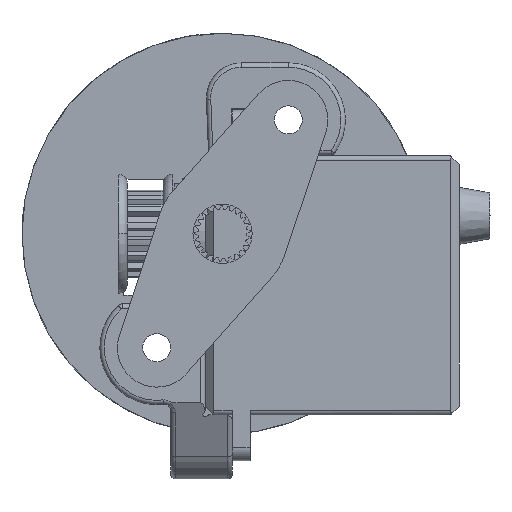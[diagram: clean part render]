
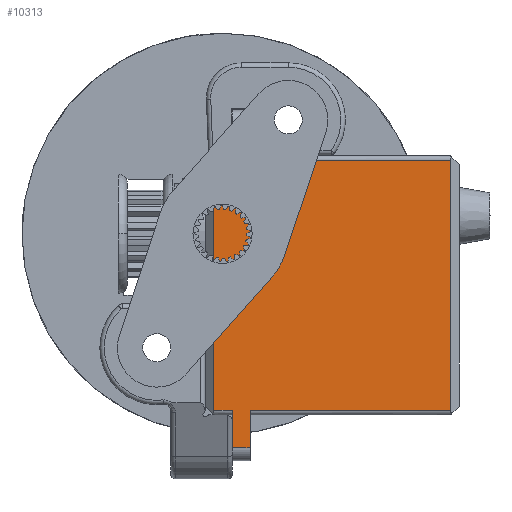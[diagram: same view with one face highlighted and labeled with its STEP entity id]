
A CAD part, left-side view. The second image highlights one B-rep face of the part: STEP entity #10313.
In plain terms, the highlighted planar face has unit normal (-1, 0, 0).
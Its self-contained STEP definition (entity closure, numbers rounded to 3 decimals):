
#8025=DIRECTION('',(0.,-1.,0.));
#8026=VECTOR('',#8025,2.1);
#8027=CARTESIAN_POINT('',(46.375,1.,-149.45));
#8028=LINE('',#8027,#8026);
#8029=DIRECTION('',(0.,0.,-1.));
#8030=VECTOR('',#8029,28.55);
#8031=CARTESIAN_POINT('',(46.375,1.,-120.9));
#8032=LINE('',#8031,#8030);
#8033=DIRECTION('',(0.,1.,0.));
#8034=VECTOR('',#8033,2.1);
#8035=CARTESIAN_POINT('',(46.375,-1.1,
-120.9));
#8036=LINE('',#8035,#8034);
#8037=DIRECTION('',(0.,1.,0.));
#8038=VECTOR('',#8037,2.05);
#8039=CARTESIAN_POINT('',(46.375,-3.15,
-116.675));
#8040=LINE('',#8039,#8038);
#8041=DIRECTION('',(0.,1.,0.));
#8042=VECTOR('',#8041,22.85);
#8043=CARTESIAN_POINT('',(46.375,-26.,
-120.9));
#8044=LINE('',#8043,#8042);
#8045=DIRECTION('',(0.,0.,1.));
#8046=VECTOR('',#8045,28.55);
#8047=CARTESIAN_POINT('',(46.375,-26.,
-149.45));
#8048=LINE('',#8047,#8046);
#8049=DIRECTION('',(0.,-1.,0.));
#8050=VECTOR('',#8049,22.85);
#8051=CARTESIAN_POINT('',(46.375,-3.15,
-149.45));
#8052=LINE('',#8051,#8050);
#8053=DIRECTION('',(0.,-1.,0.));
#8054=VECTOR('',#8053,2.05);
#8055=CARTESIAN_POINT('',(46.375,-1.1,
-153.675));
#8056=LINE('',#8055,#8054);
#8082=DIRECTION('',(0.,0.,-1.));
#8083=VECTOR('',#8082,4.225);
#8084=CARTESIAN_POINT('',(46.375,-1.1,
-149.45));
#8085=LINE('',#8084,#8083);
#8235=DIRECTION('',(0.,0.,-1.));
#8236=VECTOR('',#8235,4.225);
#8237=CARTESIAN_POINT('',(46.375,-1.1,
-116.675));
#8238=LINE('',#8237,#8236);
#8243=DIRECTION('',(0.,0.,1.));
#8244=VECTOR('',#8243,4.225);
#8245=CARTESIAN_POINT('',(46.375,-3.15,
-120.9));
#8246=LINE('',#8245,#8244);
#8315=CARTESIAN_POINT('',(46.375,-26.,
-149.45));
#8323=CARTESIAN_POINT('',(46.375,-26.,
-120.9));
#8457=DIRECTION('',(0.,0.,1.));
#8458=VECTOR('',#8457,4.225);
#8459=CARTESIAN_POINT('',(46.375,-3.15,
-153.675));
#8460=LINE('',#8459,#8458);
#9818=CARTESIAN_POINT('',(46.375,1.,-149.45));
#9819=CARTESIAN_POINT('',(46.375,-1.1,
-149.45));
#9820=VERTEX_POINT('',#9818);
#9821=VERTEX_POINT('',#9819);
#9822=VERTEX_POINT('',#8315);
#9827=CARTESIAN_POINT('',(46.375,-3.15,
-149.45));
#9828=VERTEX_POINT('',#9827);
#9833=CARTESIAN_POINT('',(46.375,-1.1,
-120.9));
#9834=CARTESIAN_POINT('',(46.375,1.,-120.9));
#9835=VERTEX_POINT('',#9833);
#9836=VERTEX_POINT('',#9834);
#9842=VERTEX_POINT('',#8323);
#9843=CARTESIAN_POINT('',(46.375,-3.15,
-120.9));
#9844=VERTEX_POINT('',#9843);
#9876=CARTESIAN_POINT('',(46.375,-3.15,
-153.675));
#9878=VERTEX_POINT('',#9876);
#9882=CARTESIAN_POINT('',(46.375,-1.1,
-153.675));
#9883=VERTEX_POINT('',#9882);
#9892=CARTESIAN_POINT('',(46.375,-1.1,
-116.675));
#9894=VERTEX_POINT('',#9892);
#9898=CARTESIAN_POINT('',(46.375,-3.15,
-116.675));
#9899=VERTEX_POINT('',#9898);
#10282=CARTESIAN_POINT('',(46.375,2.,
-129.3));
#10283=DIRECTION('',(1.,0.,0.));
#10284=DIRECTION('',(0.,0.,-1.));
#10285=AXIS2_PLACEMENT_3D('',#10282,#10283,#10284);
#10286=PLANE('',#10285);
#10288=ORIENTED_EDGE('',*,*,#10287,.F.);
#10290=ORIENTED_EDGE('',*,*,#10289,.F.);
#10292=ORIENTED_EDGE('',*,*,#10291,.F.);
#10294=ORIENTED_EDGE('',*,*,#10293,.F.);
#10296=ORIENTED_EDGE('',*,*,#10295,.F.);
#10298=ORIENTED_EDGE('',*,*,#10297,.F.);
#10300=ORIENTED_EDGE('',*,*,#10299,.F.);
#10302=ORIENTED_EDGE('',*,*,#10301,.F.);
#10304=ORIENTED_EDGE('',*,*,#10303,.F.);
#10306=ORIENTED_EDGE('',*,*,#10305,.F.);
#10308=ORIENTED_EDGE('',*,*,#10307,.F.);
#10310=ORIENTED_EDGE('',*,*,#10309,.F.);
#10311=EDGE_LOOP('',(#10288,#10290,#10292,#10294,#10296,#10298,#10300,#10302,
#10304,#10306,#10308,#10310));
#10312=FACE_OUTER_BOUND('',#10311,.F.);
#10313=ADVANCED_FACE('',(#10312),#10286,.F.);
#10287=EDGE_CURVE('',#9820,#9821,#8028,.T.);
#10289=EDGE_CURVE('',#9836,#9820,#8032,.T.);
#10291=EDGE_CURVE('',#9835,#9836,#8036,.T.);
#10293=EDGE_CURVE('',#9894,#9835,#8238,.T.);
#10295=EDGE_CURVE('',#9899,#9894,#8040,.T.);
#10297=EDGE_CURVE('',#9844,#9899,#8246,.T.);
#10299=EDGE_CURVE('',#9842,#9844,#8044,.T.);
#10301=EDGE_CURVE('',#9822,#9842,#8048,.T.);
#10303=EDGE_CURVE('',#9828,#9822,#8052,.T.);
#10305=EDGE_CURVE('',#9878,#9828,#8460,.T.);
#10307=EDGE_CURVE('',#9883,#9878,#8056,.T.);
#10309=EDGE_CURVE('',#9821,#9883,#8085,.T.);
